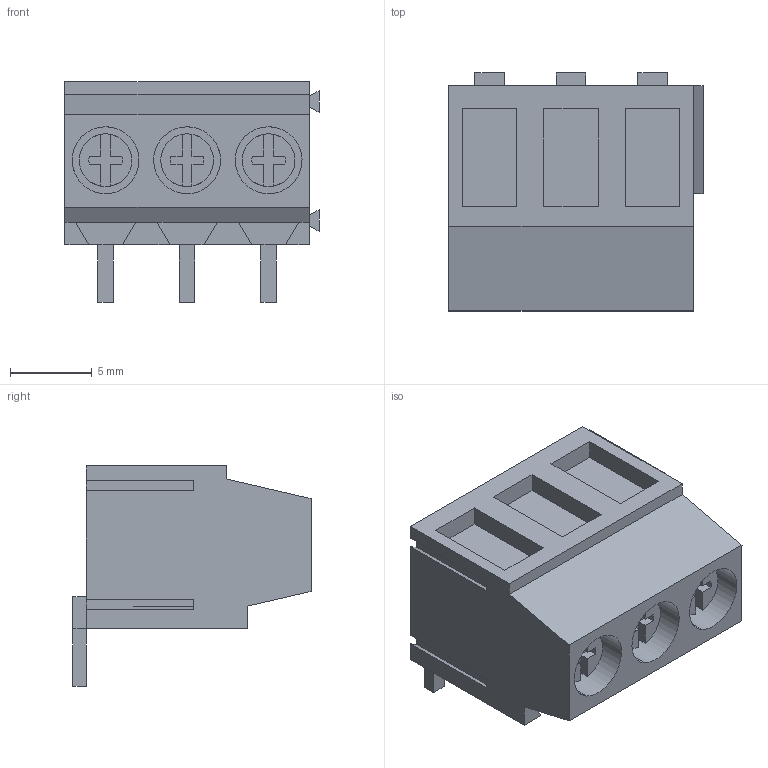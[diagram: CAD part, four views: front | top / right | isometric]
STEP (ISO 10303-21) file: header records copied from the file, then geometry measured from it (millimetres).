
FILE_DESCRIPTION(('CATIA V5 STEP Exchange','CAx-IF Rec.Pracs.--- Model Styling and Organization---1.2---2011-12-15'),'2;1');
FILE_NAME ('D1454789_0_1715280000_1715280000.stp','2018-03-31T11:15:45+00:00',('none'),('Weidmueller'),'CATIA Version 5-6 Release 2014','CATIA V5 STEP AP214','none');
FILE_SCHEMA(('AUTOMOTIVE_DESIGN { 1 0 10303 214 1 1 1 1 }'));
Length unit declared in the file: millimetre
Products named in the file (1): 1715280000
Bounding box: 15.6 x 14.6 x 13.5 mm (x, y, z)
Volume: 1432.1 mm3; surface area: 1728 mm2
Topology: 7 solids, 7 shells, 212 faces, 561 edges, 372 vertices
Faces by surface type: plane 194, cylinder 18
Entity records: 6453 total; most frequent: CARTESIAN_POINT 1280, ORIENTED_EDGE 1122, DIRECTION 860, EDGE_CURVE 561, VECTOR 513, LINE 513, VERTEX_POINT 372, EDGE_LOOP 221
